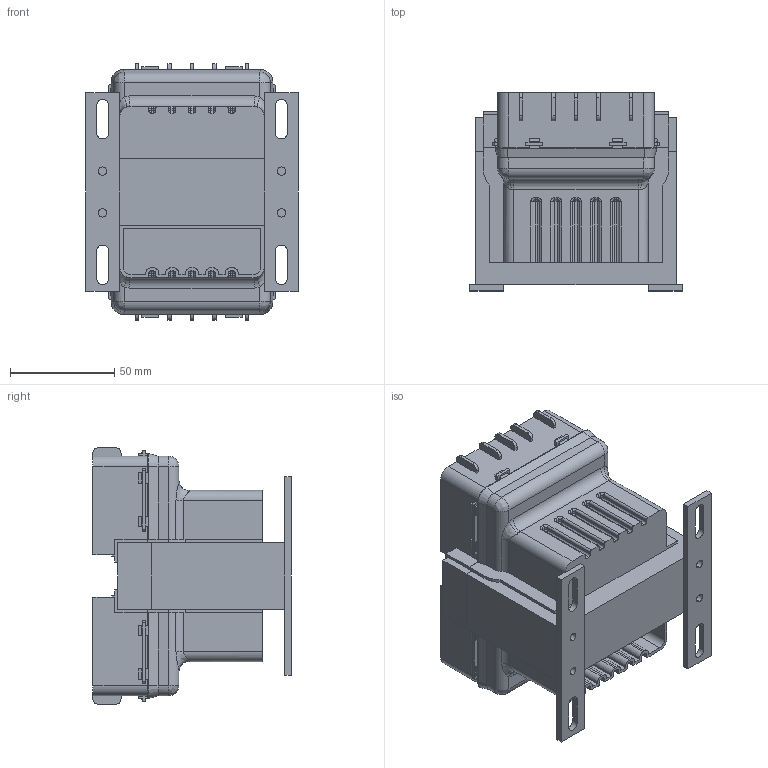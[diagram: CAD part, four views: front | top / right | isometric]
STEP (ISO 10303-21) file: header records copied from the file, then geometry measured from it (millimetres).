
FILE_DESCRIPTION (( 'STEP AP214' ), '1' );
FILE_NAME ('PH150MQMJ.step', '2017-08-10T15:50:17', ( '' ), ( '' ), 'SwSTEP 2.0', 'SolidWorks 2017', '' );
FILE_SCHEMA (( 'AUTOMOTIVE_DESIGN' ));
Length unit declared in the file: inch
Products named in the file (1): PH150MQMJ
Bounding box: 101.6 x 95 x 122.9 mm (x, y, z)
Volume: 577075.4 mm3; surface area: 117419.7 mm2
Topology: 8 solids, 8 shells, 657 faces, 1789 edges, 1108 vertices
Faces by surface type: plane 386, cylinder 194, bspline 71, cone 6
Entity records: 24184 total; most frequent: CARTESIAN_POINT 7832, ORIENTED_EDGE 3506, DIRECTION 3211, EDGE_CURVE 1753, VECTOR 1293, LINE 1293, VERTEX_POINT 1108, AXIS2_PLACEMENT_3D 959
